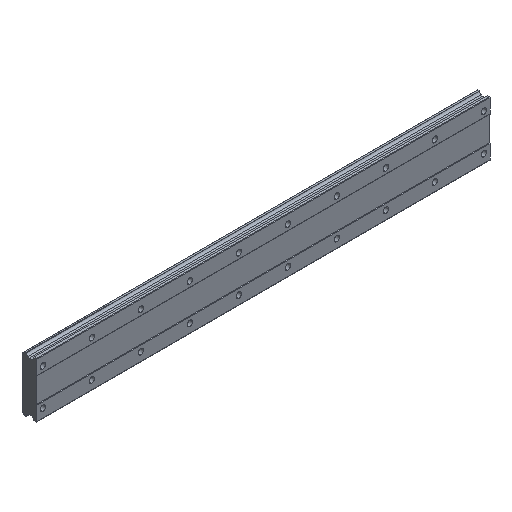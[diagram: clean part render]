
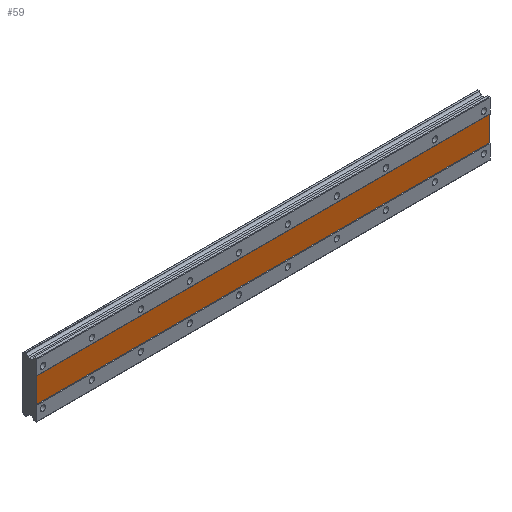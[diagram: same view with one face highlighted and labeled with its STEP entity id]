
A CAD part, isometric view. The second image highlights one B-rep face of the part: STEP entity #59.
In plain terms, the highlighted planar face has unit normal (0, -1, 0).
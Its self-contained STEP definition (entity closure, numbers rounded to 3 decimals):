
#59 = ADVANCED_FACE ( 'NONE', ( #1129 ), #2432, .F. ) ;
#117 = EDGE_CURVE ( 'NONE', #196, #3095, #3672, .T. ) ;
#196 = VERTEX_POINT ( 'NONE', #1526 ) ;
#209 = CARTESIAN_POINT ( 'NONE',  ( 730., 1., 44.91 ) ) ;
#442 = ORIENTED_EDGE ( 'NONE', *, *, #4148, .F. ) ;
#634 = VERTEX_POINT ( 'NONE', #1177 ) ;
#877 = VECTOR ( 'NONE', #902, 1000. ) ;
#881 = CARTESIAN_POINT ( 'NONE',  ( 730., 1., 20. ) ) ;
#902 = DIRECTION ( 'NONE',  ( 1., 0., 0. ) ) ;
#1129 = FACE_OUTER_BOUND ( 'NONE', #2065, .T. ) ;
#1177 = CARTESIAN_POINT ( 'NONE',  ( 730., 1., -20. ) ) ;
#1389 = CARTESIAN_POINT ( 'NONE',  ( -10., 1., 44.91 ) ) ;
#1526 = CARTESIAN_POINT ( 'NONE',  ( -10., 1., 20. ) ) ;
#1552 = LINE ( 'NONE', #209, #3592 ) ;
#1561 = AXIS2_PLACEMENT_3D ( 'NONE', #4000, #3329, #2982 ) ;
#1600 = LINE ( 'NONE', #881, #877 ) ;
#1696 = CARTESIAN_POINT ( 'NONE',  ( -10., 1., -20. ) ) ;
#1811 = VECTOR ( 'NONE', #4004, 1000. ) ;
#1904 = VECTOR ( 'NONE', #2042, 1000. ) ;
#2042 = DIRECTION ( 'NONE',  ( 0., 0., -1. ) ) ;
#2065 = EDGE_LOOP ( 'NONE', ( #3985, #4119, #442, #3708 ) ) ;
#2203 = DIRECTION ( 'NONE',  ( 0., 0., -1. ) ) ;
#2432 = PLANE ( 'NONE',  #1561 ) ;
#2474 = EDGE_CURVE ( 'NONE', #634, #3095, #2693, .T. ) ;
#2693 = LINE ( 'NONE', #2989, #1811 ) ;
#2749 = EDGE_CURVE ( 'NONE', #3523, #634, #1552, .T. ) ;
#2982 = DIRECTION ( 'NONE',  ( 0., 0., 1. ) ) ;
#2989 = CARTESIAN_POINT ( 'NONE',  ( 730., 1., -20. ) ) ;
#3095 = VERTEX_POINT ( 'NONE', #1696 ) ;
#3273 = CARTESIAN_POINT ( 'NONE',  ( 730., 1., 20. ) ) ;
#3329 = DIRECTION ( 'NONE',  ( 0., 1., 0. ) ) ;
#3523 = VERTEX_POINT ( 'NONE', #3273 ) ;
#3592 = VECTOR ( 'NONE', #2203, 1000. ) ;
#3672 = LINE ( 'NONE', #1389, #1904 ) ;
#3708 = ORIENTED_EDGE ( 'NONE', *, *, #117, .T. ) ;
#3985 = ORIENTED_EDGE ( 'NONE', *, *, #2474, .F. ) ;
#4000 = CARTESIAN_POINT ( 'NONE',  ( 730., 1., 20. ) ) ;
#4004 = DIRECTION ( 'NONE',  ( -1., 0., 0. ) ) ;
#4119 = ORIENTED_EDGE ( 'NONE', *, *, #2749, .F. ) ;
#4148 = EDGE_CURVE ( 'NONE', #196, #3523, #1600, .T. ) ;
